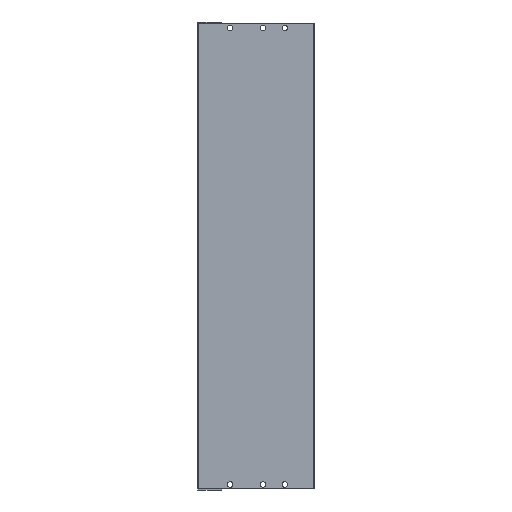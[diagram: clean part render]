
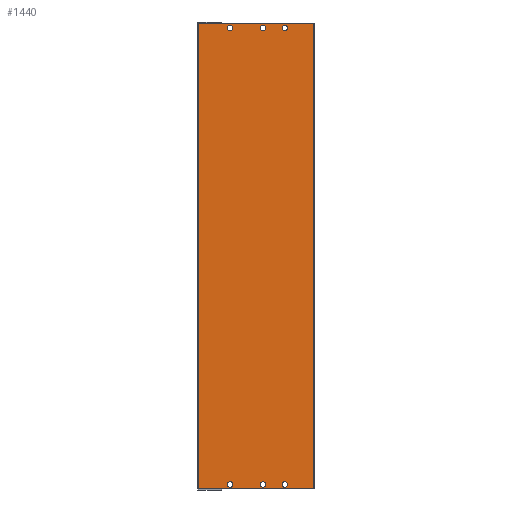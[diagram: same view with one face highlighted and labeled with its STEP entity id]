
A CAD part, front view. The second image highlights one B-rep face of the part: STEP entity #1440.
In plain terms, the highlighted planar face has unit normal (0, -1, 0).
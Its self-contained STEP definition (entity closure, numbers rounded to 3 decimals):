
#7 = FACE_BOUND ( 'NONE', #17518, .T. ) ;
#224 = AXIS2_PLACEMENT_3D ( 'NONE', #11028, #15299, #6929 ) ;
#515 = AXIS2_PLACEMENT_3D ( 'NONE', #4557, #4372, #15547 ) ;
#600 = CARTESIAN_POINT ( 'NONE',  ( 79.7, 0., -420.5 ) ) ;
#827 = EDGE_CURVE ( 'NONE', #6698, #3213, #2270, .T. ) ;
#874 = EDGE_CURVE ( 'NONE', #17454, #17730, #5294, .T. ) ;
#1050 = CARTESIAN_POINT ( 'NONE',  ( 0.5, 0., -424.5 ) ) ;
#1196 = ORIENTED_EDGE ( 'NONE', *, *, #4835, .T. ) ;
#1234 = ORIENTED_EDGE ( 'NONE', *, *, #16020, .T. ) ;
#1398 = EDGE_LOOP ( 'NONE', ( #5351, #1234 ) ) ;
#1399 = VERTEX_POINT ( 'NONE', #11340 ) ;
#1440 = ADVANCED_FACE ( 'NONE', ( #8332, #8246, #14159, #1550, #9886, #15420, #7 ), #5527, .T. ) ;
#1466 = CARTESIAN_POINT ( 'NONE',  ( 0.5, 0., -424.5 ) ) ;
#1515 = CARTESIAN_POINT ( 'NONE',  ( 0.5, 0., 0. ) ) ;
#1550 = FACE_BOUND ( 'NONE', #10819, .T. ) ;
#1611 = DIRECTION ( 'NONE',  ( 0., 0., -1. ) ) ;
#1689 = CARTESIAN_POINT ( 'NONE',  ( 79.7, 0., -4. ) ) ;
#1823 = VERTEX_POINT ( 'NONE', #9699 ) ;
#1952 = CARTESIAN_POINT ( 'NONE',  ( 59.7, 0., -423. ) ) ;
#1955 = EDGE_CURVE ( 'NONE', #10999, #9281, #3401, .T. ) ;
#2108 = DIRECTION ( 'NONE',  ( 0., 0., -1. ) ) ;
#2213 = CARTESIAN_POINT ( 'NONE',  ( 79.7, 0., -420.5 ) ) ;
#2270 = CIRCLE ( 'NONE', #17061, 2.5 ) ;
#2472 = DIRECTION ( 'NONE',  ( 0., 1., 0. ) ) ;
#2502 = DIRECTION ( 'NONE',  ( 0., 0., -1. ) ) ;
#2712 = ORIENTED_EDGE ( 'NONE', *, *, #9624, .T. ) ;
#3213 = VERTEX_POINT ( 'NONE', #15748 ) ;
#3326 = AXIS2_PLACEMENT_3D ( 'NONE', #12553, #2472, #13554 ) ;
#3401 = CIRCLE ( 'NONE', #224, 2.5 ) ;
#3712 = AXIS2_PLACEMENT_3D ( 'NONE', #6842, #17766, #2502 ) ;
#3721 = EDGE_CURVE ( 'NONE', #17179, #13661, #14545, .T. ) ;
#3740 = DIRECTION ( 'NONE',  ( 0., 1., 0. ) ) ;
#3836 = CARTESIAN_POINT ( 'NONE',  ( 79.7, 0., -418. ) ) ;
#3903 = CARTESIAN_POINT ( 'NONE',  ( 0.5, 0., 0. ) ) ;
#3939 = DIRECTION ( 'NONE',  ( 0., 0., 1. ) ) ;
#3976 = CIRCLE ( 'NONE', #515, 2.5 ) ;
#4137 = DIRECTION ( 'NONE',  ( 0., 0., -1. ) ) ;
#4372 = DIRECTION ( 'NONE',  ( 0., 1., 0. ) ) ;
#4495 = ORIENTED_EDGE ( 'NONE', *, *, #6946, .T. ) ;
#4557 = CARTESIAN_POINT ( 'NONE',  ( 29.7, 0., -420.5 ) ) ;
#4835 = EDGE_CURVE ( 'NONE', #17677, #17437, #9380, .T. ) ;
#5028 = CARTESIAN_POINT ( 'NONE',  ( 59.7, 0., -418. ) ) ;
#5117 = CARTESIAN_POINT ( 'NONE',  ( 29.7, 0., -4. ) ) ;
#5294 = LINE ( 'NONE', #17946, #7236 ) ;
#5351 = ORIENTED_EDGE ( 'NONE', *, *, #827, .T. ) ;
#5465 = VERTEX_POINT ( 'NONE', #6236 ) ;
#5467 = CARTESIAN_POINT ( 'NONE',  ( 29.7, 0., -423. ) ) ;
#5496 = CIRCLE ( 'NONE', #10137, 2.5 ) ;
#5527 = PLANE ( 'NONE',  #11331 ) ;
#5892 = AXIS2_PLACEMENT_3D ( 'NONE', #16031, #7762, #11951 ) ;
#6236 = CARTESIAN_POINT ( 'NONE',  ( 59.7, 0., -6.5 ) ) ;
#6246 = CARTESIAN_POINT ( 'NONE',  ( 0.5, 0., -424.5 ) ) ;
#6347 = CIRCLE ( 'NONE', #11010, 2.5 ) ;
#6610 = CIRCLE ( 'NONE', #3712, 2.5 ) ;
#6698 = VERTEX_POINT ( 'NONE', #7316 ) ;
#6842 = CARTESIAN_POINT ( 'NONE',  ( 59.7, 0., -4. ) ) ;
#6862 = CARTESIAN_POINT ( 'NONE',  ( 29.7, 0., -4. ) ) ;
#6929 = DIRECTION ( 'NONE',  ( 0., 0., -1. ) ) ;
#6932 = DIRECTION ( 'NONE',  ( -1., 0., 0. ) ) ;
#6946 = EDGE_CURVE ( 'NONE', #1399, #5465, #6610, .T. ) ;
#6971 = DIRECTION ( 'NONE',  ( 0., -1., 0. ) ) ;
#7004 = CIRCLE ( 'NONE', #17473, 2.5 ) ;
#7223 = EDGE_CURVE ( 'NONE', #1823, #13860, #3976, .T. ) ;
#7236 = VECTOR ( 'NONE', #3939, 1000. ) ;
#7316 = CARTESIAN_POINT ( 'NONE',  ( 29.7, 0., -6.5 ) ) ;
#7491 = ORIENTED_EDGE ( 'NONE', *, *, #13440, .T. ) ;
#7582 = EDGE_LOOP ( 'NONE', ( #10659, #17180 ) ) ;
#7652 = CARTESIAN_POINT ( 'NONE',  ( 29.7, 0., -420.5 ) ) ;
#7762 = DIRECTION ( 'NONE',  ( 0., 1., 0. ) ) ;
#7879 = LINE ( 'NONE', #6246, #9920 ) ;
#7913 = DIRECTION ( 'NONE',  ( 0., 1., 0. ) ) ;
#8023 = ORIENTED_EDGE ( 'NONE', *, *, #11067, .T. ) ;
#8125 = DIRECTION ( 'NONE',  ( 0., 1., 0. ) ) ;
#8246 = FACE_BOUND ( 'NONE', #1398, .T. ) ;
#8332 = FACE_OUTER_BOUND ( 'NONE', #16765, .T. ) ;
#8441 = ORIENTED_EDGE ( 'NONE', *, *, #1955, .T. ) ;
#8914 = VERTEX_POINT ( 'NONE', #9613 ) ;
#8978 = DIRECTION ( 'NONE',  ( 1., 0., 0. ) ) ;
#8985 = CARTESIAN_POINT ( 'NONE',  ( 0.5, 0., -424.5 ) ) ;
#9020 = DIRECTION ( 'NONE',  ( 0., 0., -1. ) ) ;
#9207 = DIRECTION ( 'NONE',  ( 0., 1., 0. ) ) ;
#9281 = VERTEX_POINT ( 'NONE', #14688 ) ;
#9380 = CIRCLE ( 'NONE', #5892, 2.5 ) ;
#9613 = CARTESIAN_POINT ( 'NONE',  ( 79.7, 0., -423. ) ) ;
#9624 = EDGE_CURVE ( 'NONE', #8914, #14883, #11427, .T. ) ;
#9699 = CARTESIAN_POINT ( 'NONE',  ( 29.7, 0., -418. ) ) ;
#9713 = AXIS2_PLACEMENT_3D ( 'NONE', #7652, #7913, #14932 ) ;
#9886 = FACE_BOUND ( 'NONE', #7582, .T. ) ;
#9920 = VECTOR ( 'NONE', #8978, 1000. ) ;
#10031 = DIRECTION ( 'NONE',  ( 0., 1., 0. ) ) ;
#10119 = DIRECTION ( 'NONE',  ( 0., 0., -1. ) ) ;
#10137 = AXIS2_PLACEMENT_3D ( 'NONE', #1689, #11308, #10119 ) ;
#10242 = AXIS2_PLACEMENT_3D ( 'NONE', #6862, #8125, #4137 ) ;
#10457 = ORIENTED_EDGE ( 'NONE', *, *, #16986, .T. ) ;
#10659 = ORIENTED_EDGE ( 'NONE', *, *, #14940, .T. ) ;
#10725 = VECTOR ( 'NONE', #6932, 1000. ) ;
#10789 = EDGE_LOOP ( 'NONE', ( #11844, #4495 ) ) ;
#10819 = EDGE_LOOP ( 'NONE', ( #15175, #8441 ) ) ;
#10848 = CARTESIAN_POINT ( 'NONE',  ( 79.7, 0., -1.5 ) ) ;
#10999 = VERTEX_POINT ( 'NONE', #10848 ) ;
#11010 = AXIS2_PLACEMENT_3D ( 'NONE', #600, #10031, #1611 ) ;
#11028 = CARTESIAN_POINT ( 'NONE',  ( 79.7, 0., -4. ) ) ;
#11067 = EDGE_CURVE ( 'NONE', #17730, #17179, #13955, .T. ) ;
#11144 = VECTOR ( 'NONE', #2108, 1000. ) ;
#11301 = ORIENTED_EDGE ( 'NONE', *, *, #874, .T. ) ;
#11308 = DIRECTION ( 'NONE',  ( 0., 1., 0. ) ) ;
#11331 = AXIS2_PLACEMENT_3D ( 'NONE', #1466, #6971, #13815 ) ;
#11340 = CARTESIAN_POINT ( 'NONE',  ( 59.7, 0., -1.5 ) ) ;
#11427 = CIRCLE ( 'NONE', #14914, 2.5 ) ;
#11460 = CARTESIAN_POINT ( 'NONE',  ( 59.7, 0., -4. ) ) ;
#11462 = EDGE_LOOP ( 'NONE', ( #1196, #14391 ) ) ;
#11543 = DIRECTION ( 'NONE',  ( 0., 1., 0. ) ) ;
#11739 = CIRCLE ( 'NONE', #3326, 2.5 ) ;
#11844 = ORIENTED_EDGE ( 'NONE', *, *, #16828, .T. ) ;
#11951 = DIRECTION ( 'NONE',  ( 0., 0., -1. ) ) ;
#12553 = CARTESIAN_POINT ( 'NONE',  ( 59.7, 0., -420.5 ) ) ;
#13440 = EDGE_CURVE ( 'NONE', #14883, #8914, #6347, .T. ) ;
#13463 = EDGE_CURVE ( 'NONE', #9281, #10999, #5496, .T. ) ;
#13506 = CARTESIAN_POINT ( 'NONE',  ( 106.2, 0., -424.5 ) ) ;
#13554 = DIRECTION ( 'NONE',  ( 0., 0., -1. ) ) ;
#13661 = VERTEX_POINT ( 'NONE', #1050 ) ;
#13815 = DIRECTION ( 'NONE',  ( 0., 0., -1. ) ) ;
#13860 = VERTEX_POINT ( 'NONE', #5467 ) ;
#13955 = LINE ( 'NONE', #1515, #10725 ) ;
#14159 = FACE_BOUND ( 'NONE', #10789, .T. ) ;
#14278 = DIRECTION ( 'NONE',  ( 0., 0., -1. ) ) ;
#14391 = ORIENTED_EDGE ( 'NONE', *, *, #15536, .T. ) ;
#14545 = LINE ( 'NONE', #8985, #11144 ) ;
#14688 = CARTESIAN_POINT ( 'NONE',  ( 79.7, 0., -6.5 ) ) ;
#14883 = VERTEX_POINT ( 'NONE', #3836 ) ;
#14914 = AXIS2_PLACEMENT_3D ( 'NONE', #2213, #3740, #16100 ) ;
#14932 = DIRECTION ( 'NONE',  ( 0., 0., -1. ) ) ;
#14940 = EDGE_CURVE ( 'NONE', #13860, #1823, #17556, .T. ) ;
#15175 = ORIENTED_EDGE ( 'NONE', *, *, #13463, .T. ) ;
#15187 = ORIENTED_EDGE ( 'NONE', *, *, #3721, .T. ) ;
#15299 = DIRECTION ( 'NONE',  ( 0., 1., 0. ) ) ;
#15420 = FACE_BOUND ( 'NONE', #11462, .T. ) ;
#15536 = EDGE_CURVE ( 'NONE', #17437, #17677, #11739, .T. ) ;
#15547 = DIRECTION ( 'NONE',  ( 0., 0., -1. ) ) ;
#15747 = CARTESIAN_POINT ( 'NONE',  ( 106.2, 0., 0. ) ) ;
#15748 = CARTESIAN_POINT ( 'NONE',  ( 29.7, 0., -1.5 ) ) ;
#16020 = EDGE_CURVE ( 'NONE', #3213, #6698, #17794, .T. ) ;
#16031 = CARTESIAN_POINT ( 'NONE',  ( 59.7, 0., -420.5 ) ) ;
#16100 = DIRECTION ( 'NONE',  ( 0., 0., -1. ) ) ;
#16765 = EDGE_LOOP ( 'NONE', ( #10457, #11301, #8023, #15187 ) ) ;
#16828 = EDGE_CURVE ( 'NONE', #5465, #1399, #7004, .T. ) ;
#16986 = EDGE_CURVE ( 'NONE', #13661, #17454, #7879, .T. ) ;
#17061 = AXIS2_PLACEMENT_3D ( 'NONE', #5117, #9207, #9020 ) ;
#17179 = VERTEX_POINT ( 'NONE', #3903 ) ;
#17180 = ORIENTED_EDGE ( 'NONE', *, *, #7223, .T. ) ;
#17437 = VERTEX_POINT ( 'NONE', #5028 ) ;
#17454 = VERTEX_POINT ( 'NONE', #13506 ) ;
#17473 = AXIS2_PLACEMENT_3D ( 'NONE', #11460, #11543, #14278 ) ;
#17518 = EDGE_LOOP ( 'NONE', ( #2712, #7491 ) ) ;
#17556 = CIRCLE ( 'NONE', #9713, 2.5 ) ;
#17677 = VERTEX_POINT ( 'NONE', #1952 ) ;
#17730 = VERTEX_POINT ( 'NONE', #15747 ) ;
#17766 = DIRECTION ( 'NONE',  ( 0., 1., 0. ) ) ;
#17794 = CIRCLE ( 'NONE', #10242, 2.5 ) ;
#17946 = CARTESIAN_POINT ( 'NONE',  ( 106.2, 0., -424.5 ) ) ;
